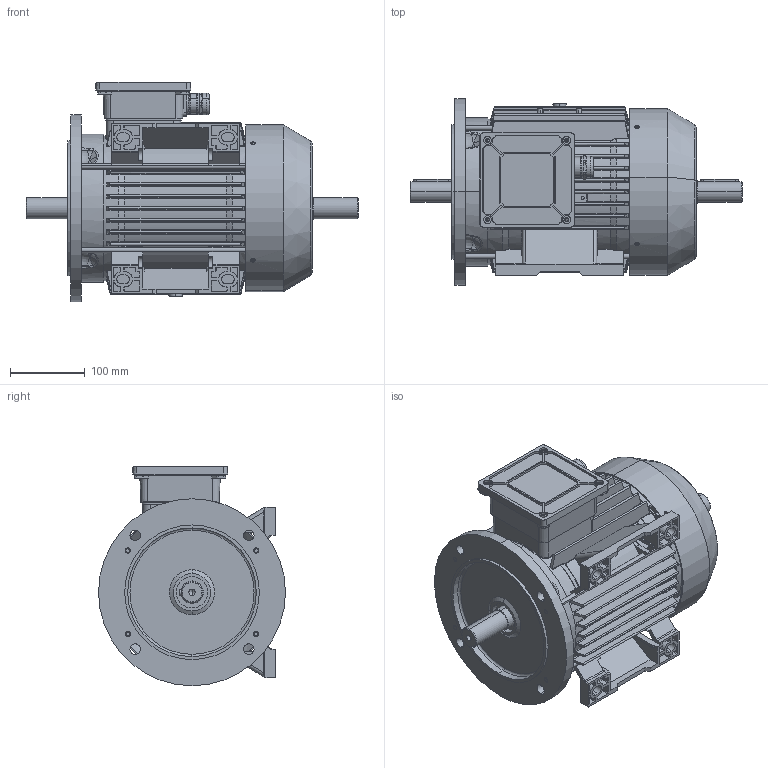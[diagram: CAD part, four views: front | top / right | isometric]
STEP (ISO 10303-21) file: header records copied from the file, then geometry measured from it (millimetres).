
FILE_DESCRIPTION (( 'STEP AP214' ), '1' );
FILE_NAME ('FCAP 112M-B3 B5-IC411-2-4-6-8 POLES TB RIGHT-DOUBLE SHAFT.STEP', '2024-09-23T06:51:07', ( '' ), ( '' ), 'SwSTEP 2.0', 'SolidWorks 2024', '' );
FILE_SCHEMA (( 'AUTOMOTIVE_DESIGN' ));
Length unit declared in the file: millimetre
Products named in the file (15): Albero 112M - Autoventilato; PRESSACAVO M25; Coperchio scatola morsetti tipo 100; GRUPPO COPRIMORSETTIERA 100L; parallel_din_Parallel key A8 x 7 x 50 DIN 6885; Scudo C112 post_D. cuscinetto 62; Tappo M25; Tirante M7x233; Copriventola 112M h.84; Guarnizione scatola-motore tipo 100; Coprimorsettiera tipo 100_Passante doppio; A12723-FC112M-ALLUMINIO-B3B5 MORSETTIERA SUP; Carcassa 112M-B3-Laterale_Forma B3; Guarnizione scatola-coperchio tipo 100; FCAP 112M-B3 B5-IC411-2-4-6-8 POLES TB RIGHT-DOUBLE SHAFT
Assembly tree (20 placements, depth 3):
  FCAP 112M-B3 B5-IC411-2-4-6-8 POLES TB RIGHT-DOUBLE SHAFT
    Albero 112M - Autoventilato  x2
    Scudo C112 post_D. cuscinetto 62
    parallel_din_Parallel key A8 x 7 x 50 DIN 6885  x2
    Copriventola 112M h.84
    Carcassa 112M-B3-Laterale_Forma B3
    GRUPPO COPRIMORSETTIERA 100L
      Coprimorsettiera tipo 100_Passante doppio
      Coperchio scatola morsetti tipo 100
      Guarnizione scatola-coperchio tipo 100
      PRESSACAVO M25
      Tappo M25  x2
      Guarnizione scatola-motore tipo 100
    A12723-FC112M-ALLUMINIO-B3B5 MORSETTIERA SUP
    Tirante M7x233  x4
Bounding box: 444 x 250 x 293.5 mm (x, y, z)
Volume: 3064620.9 mm3; surface area: 1208801.5 mm2
Topology: 19 solids, 20 shells, 3452 faces, 9062 edges, 5716 vertices
Faces by surface type: plane 1306, cylinder 857, bspline 565, cone 405, torus 291, sphere 28
Entity records: 119877 total; most frequent: CARTESIAN_POINT 41541, ORIENTED_EDGE 17328, DIRECTION 14839, EDGE_CURVE 8664, VERTEX_POINT 5475, AXIS2_PLACEMENT_3D 5341, VECTOR 4157, LINE 4157
